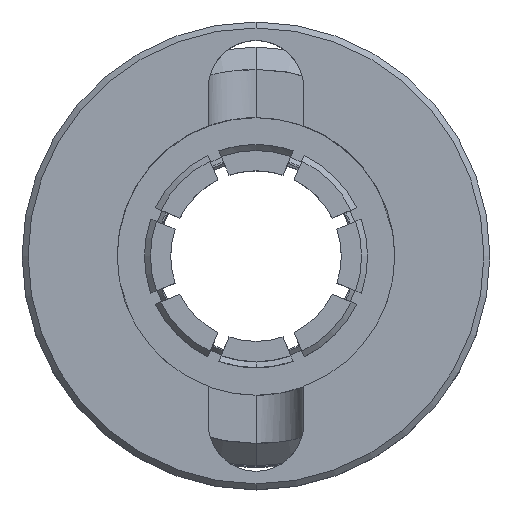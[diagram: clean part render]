
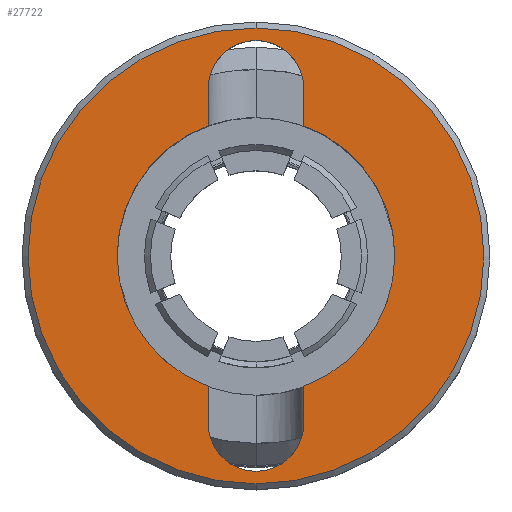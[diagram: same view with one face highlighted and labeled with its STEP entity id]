
A CAD part, top view. The second image highlights one B-rep face of the part: STEP entity #27722.
In plain terms, the highlighted planar face has unit normal (0, 0, 1).
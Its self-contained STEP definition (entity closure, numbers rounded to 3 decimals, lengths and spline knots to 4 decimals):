
#947 = DIRECTION ( 'NONE',  ( 0., 0., 1. ) ) ;
#7945 = CARTESIAN_POINT ( 'NONE',  ( 0., 0., 20.45 ) ) ;
#12679 = EDGE_CURVE ( 'NONE', #41350, #147942, #15891, .T. ) ;
#15508 = CARTESIAN_POINT ( 'NONE',  ( -0.8, -2.8, 20.45 ) ) ;
#15891 = CIRCLE ( 'NONE', #134859, 3.81 ) ;
#17678 = EDGE_LOOP ( 'NONE', ( #59474, #137847 ) ) ;
#17968 = DIRECTION ( 'NONE',  ( 0., -1., 0. ) ) ;
#22323 = ORIENTED_EDGE ( 'NONE', *, *, #109740, .T. ) ;
#22798 = EDGE_LOOP ( 'NONE', ( #78067, #22323, #83408, #100916, #27406, #67010, #49817, #160813 ) ) ;
#23560 = CARTESIAN_POINT ( 'NONE',  ( 0.8, 2.32, 20.45 ) ) ;
#24054 = CARTESIAN_POINT ( 'NONE',  ( -0.8, -2.8, 20.45 ) ) ;
#24974 = AXIS2_PLACEMENT_3D ( 'NONE', #7945, #46884, #17968 ) ;
#26396 = EDGE_CURVE ( 'NONE', #46361, #58570, #35169, .T. ) ;
#27406 = ORIENTED_EDGE ( 'NONE', *, *, #144073, .F. ) ;
#27722 = ADVANCED_FACE ( 'NONE', ( #51892, #104689 ), #100846, .T. ) ;
#28681 = CARTESIAN_POINT ( 'NONE',  ( 0.8, -2.8, 20.45 ) ) ;
#30568 = EDGE_CURVE ( 'NONE', #46086, #108554, #128697, .T. ) ;
#32891 = CIRCLE ( 'NONE', #24974, 3.81 ) ;
#35169 = LINE ( 'NONE', #23560, #93108 ) ;
#38433 = DIRECTION ( 'NONE',  ( 0., 1., 0. ) ) ;
#40243 = DIRECTION ( 'NONE',  ( 0., 1., 0. ) ) ;
#41350 = VERTEX_POINT ( 'NONE', #88389 ) ;
#41799 = DIRECTION ( 'NONE',  ( 0., 1., 0. ) ) ;
#42694 = CARTESIAN_POINT ( 'NONE',  ( 0., 0., 20.45 ) ) ;
#46086 = VERTEX_POINT ( 'NONE', #57376 ) ;
#46361 = VERTEX_POINT ( 'NONE', #78765 ) ;
#46707 = CARTESIAN_POINT ( 'NONE',  ( -0.8, 2.8, 20.45 ) ) ;
#46884 = DIRECTION ( 'NONE',  ( 0., 0., 1. ) ) ;
#49817 = ORIENTED_EDGE ( 'NONE', *, *, #89422, .F. ) ;
#51892 = FACE_OUTER_BOUND ( 'NONE', #17678, .T. ) ;
#52146 = DIRECTION ( 'NONE',  ( 0., -1., 0. ) ) ;
#52559 = CARTESIAN_POINT ( 'NONE',  ( 0.8, -2.8, 20.45 ) ) ;
#57376 = CARTESIAN_POINT ( 'NONE',  ( -0.8, -2.1777, 20.45 ) ) ;
#58570 = VERTEX_POINT ( 'NONE', #104083 ) ;
#59474 = ORIENTED_EDGE ( 'NONE', *, *, #12679, .T. ) ;
#61297 = DIRECTION ( 'NONE',  ( 0., 0., -1. ) ) ;
#61584 = EDGE_CURVE ( 'NONE', #147942, #41350, #32891, .T. ) ;
#67010 = ORIENTED_EDGE ( 'NONE', *, *, #30568, .T. ) ;
#68272 = DIRECTION ( 'NONE',  ( 1., 0., 0. ) ) ;
#70593 = CIRCLE ( 'NONE', #112964, 0.8 ) ;
#75436 = DIRECTION ( 'NONE',  ( 0., 0., 1. ) ) ;
#75927 = DIRECTION ( 'NONE',  ( 0., -1., 0. ) ) ;
#78055 = CARTESIAN_POINT ( 'NONE',  ( -0.8, 2.32, 20.45 ) ) ;
#78067 = ORIENTED_EDGE ( 'NONE', *, *, #26396, .F. ) ;
#78765 = CARTESIAN_POINT ( 'NONE',  ( 0.8, 2.1777, 20.45 ) ) ;
#80692 = DIRECTION ( 'NONE',  ( 0., 0., 1. ) ) ;
#83032 = VERTEX_POINT ( 'NONE', #28681 ) ;
#83408 = ORIENTED_EDGE ( 'NONE', *, *, #148779, .F. ) ;
#83972 = CARTESIAN_POINT ( 'NONE',  ( 0., -2.8, 20.45 ) ) ;
#88374 = CARTESIAN_POINT ( 'NONE',  ( 0., 2.32, 20.45 ) ) ;
#88389 = CARTESIAN_POINT ( 'NONE',  ( 0., 3.81, 20.45 ) ) ;
#89422 = EDGE_CURVE ( 'NONE', #119725, #108554, #111873, .T. ) ;
#91576 = CIRCLE ( 'NONE', #123286, 2.32 ) ;
#93108 = VECTOR ( 'NONE', #38433, 1000. ) ;
#93191 = VECTOR ( 'NONE', #52146, 1000. ) ;
#98698 = AXIS2_PLACEMENT_3D ( 'NONE', #88374, #131174, #75927 ) ;
#99443 = DIRECTION ( 'NONE',  ( 0., 1., 0. ) ) ;
#100338 = DIRECTION ( 'NONE',  ( 0., -1., 0. ) ) ;
#100846 = PLANE ( 'NONE',  #98698 ) ;
#100916 = ORIENTED_EDGE ( 'NONE', *, *, #128435, .F. ) ;
#102211 = AXIS2_PLACEMENT_3D ( 'NONE', #42694, #128895, #40243 ) ;
#102828 = DIRECTION ( 'NONE',  ( 1., 0., 0. ) ) ;
#104083 = CARTESIAN_POINT ( 'NONE',  ( 0.8, 2.8, 20.45 ) ) ;
#104689 = FACE_BOUND ( 'NONE', #22798, .T. ) ;
#105971 = CARTESIAN_POINT ( 'NONE',  ( 0., -3.81, 20.45 ) ) ;
#108554 = VERTEX_POINT ( 'NONE', #122763 ) ;
#109740 = EDGE_CURVE ( 'NONE', #46361, #149220, #91576, .T. ) ;
#111873 = LINE ( 'NONE', #24054, #93191 ) ;
#112964 = AXIS2_PLACEMENT_3D ( 'NONE', #83972, #80692, #68272 ) ;
#119725 = VERTEX_POINT ( 'NONE', #46707 ) ;
#122763 = CARTESIAN_POINT ( 'NONE',  ( -0.8, 2.1777, 20.45 ) ) ;
#123286 = AXIS2_PLACEMENT_3D ( 'NONE', #149133, #61297, #99443 ) ;
#128435 = EDGE_CURVE ( 'NONE', #148358, #83032, #70593, .T. ) ;
#128512 = AXIS2_PLACEMENT_3D ( 'NONE', #152537, #947, #102828 ) ;
#128697 = CIRCLE ( 'NONE', #102211, 2.32 ) ;
#128740 = VECTOR ( 'NONE', #41799, 1000. ) ;
#128895 = DIRECTION ( 'NONE',  ( 0., 0., -1. ) ) ;
#129253 = CARTESIAN_POINT ( 'NONE',  ( 0., 0., 20.45 ) ) ;
#131174 = DIRECTION ( 'NONE',  ( 0., 0., 1. ) ) ;
#133820 = CIRCLE ( 'NONE', #128512, 0.8 ) ;
#134859 = AXIS2_PLACEMENT_3D ( 'NONE', #129253, #75436, #100338 ) ;
#137795 = LINE ( 'NONE', #78055, #157498 ) ;
#137847 = ORIENTED_EDGE ( 'NONE', *, *, #61584, .T. ) ;
#141056 = DIRECTION ( 'NONE',  ( 0., -1., 0. ) ) ;
#144073 = EDGE_CURVE ( 'NONE', #46086, #148358, #137795, .T. ) ;
#147942 = VERTEX_POINT ( 'NONE', #105971 ) ;
#148358 = VERTEX_POINT ( 'NONE', #15508 ) ;
#148779 = EDGE_CURVE ( 'NONE', #83032, #149220, #155285, .T. ) ;
#149133 = CARTESIAN_POINT ( 'NONE',  ( 0., 0., 20.45 ) ) ;
#149220 = VERTEX_POINT ( 'NONE', #156815 ) ;
#149408 = EDGE_CURVE ( 'NONE', #58570, #119725, #133820, .T. ) ;
#152537 = CARTESIAN_POINT ( 'NONE',  ( 0., 2.8, 20.45 ) ) ;
#155285 = LINE ( 'NONE', #52559, #128740 ) ;
#156815 = CARTESIAN_POINT ( 'NONE',  ( 0.8, -2.1777, 20.45 ) ) ;
#157498 = VECTOR ( 'NONE', #141056, 1000. ) ;
#160813 = ORIENTED_EDGE ( 'NONE', *, *, #149408, .F. ) ;
